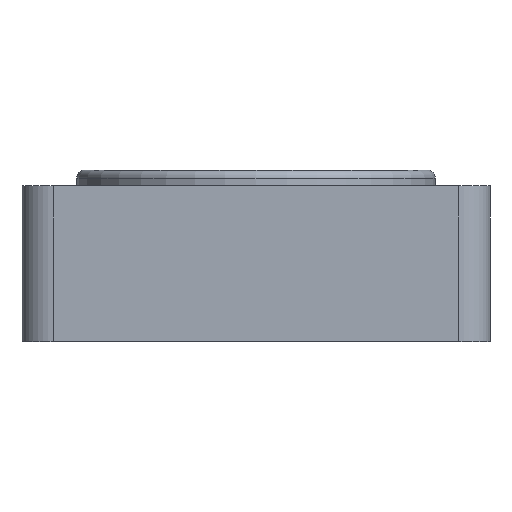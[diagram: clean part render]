
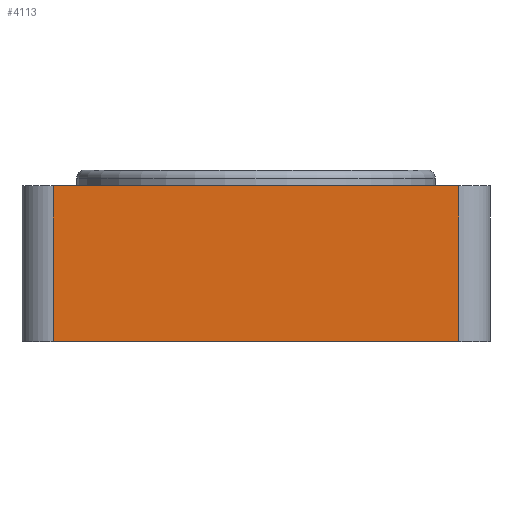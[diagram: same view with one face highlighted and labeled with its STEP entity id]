
A CAD part, front view. The second image highlights one B-rep face of the part: STEP entity #4113.
In plain terms, the highlighted planar face has unit normal (0, -1, 0).
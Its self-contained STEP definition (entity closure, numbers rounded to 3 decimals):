
#101 = DIRECTION ( 'NONE',  ( 1., 0., 0. ) ) ;
#179 = VECTOR ( 'NONE', #3836, 1000. ) ;
#689 = VERTEX_POINT ( 'NONE', #9988 ) ;
#740 = EDGE_LOOP ( 'NONE', ( #10749, #2822, #11737, #5215 ) ) ;
#775 = CARTESIAN_POINT ( 'NONE',  ( -15., -43.5, 0. ) ) ;
#1333 = EDGE_CURVE ( 'NONE', #8634, #1526, #1348, .T. ) ;
#1348 = LINE ( 'NONE', #1974, #179 ) ;
#1384 = VERTEX_POINT ( 'NONE', #4804 ) ;
#1526 = VERTEX_POINT ( 'NONE', #10638 ) ;
#1569 = EDGE_CURVE ( 'NONE', #1526, #1384, #10115, .T. ) ;
#1974 = CARTESIAN_POINT ( 'NONE',  ( -13., -43.5, 10. ) ) ;
#2732 = DIRECTION ( 'NONE',  ( 0., 0., 1. ) ) ;
#2822 = ORIENTED_EDGE ( 'NONE', *, *, #10373, .T. ) ;
#2841 = VECTOR ( 'NONE', #101, 1000. ) ;
#3836 = DIRECTION ( 'NONE',  ( 0., 0., -1. ) ) ;
#4032 = LINE ( 'NONE', #9986, #7452 ) ;
#4113 = ADVANCED_FACE ( 'NONE', ( #7268 ), #9783, .F. ) ;
#4214 = DIRECTION ( 'NONE',  ( 1., 0., 0. ) ) ;
#4804 = CARTESIAN_POINT ( 'NONE',  ( 13., -43.5, 0. ) ) ;
#5057 = EDGE_CURVE ( 'NONE', #8634, #689, #11511, .T. ) ;
#5215 = ORIENTED_EDGE ( 'NONE', *, *, #1333, .T. ) ;
#5343 = AXIS2_PLACEMENT_3D ( 'NONE', #10589, #9734, #10666 ) ;
#5566 = CARTESIAN_POINT ( 'NONE',  ( -15., -43.5, 10. ) ) ;
#5735 = CARTESIAN_POINT ( 'NONE',  ( -13., -43.5, 10. ) ) ;
#7268 = FACE_OUTER_BOUND ( 'NONE', #740, .T. ) ;
#7452 = VECTOR ( 'NONE', #2732, 1000. ) ;
#8130 = VECTOR ( 'NONE', #4214, 1000. ) ;
#8634 = VERTEX_POINT ( 'NONE', #5735 ) ;
#9734 = DIRECTION ( 'NONE',  ( 0., 1., 0. ) ) ;
#9783 = PLANE ( 'NONE',  #5343 ) ;
#9986 = CARTESIAN_POINT ( 'NONE',  ( 13., -43.5, 10. ) ) ;
#9988 = CARTESIAN_POINT ( 'NONE',  ( 13., -43.5, 10. ) ) ;
#10115 = LINE ( 'NONE', #775, #8130 ) ;
#10373 = EDGE_CURVE ( 'NONE', #1384, #689, #4032, .T. ) ;
#10589 = CARTESIAN_POINT ( 'NONE',  ( -15., -43.5, 10. ) ) ;
#10638 = CARTESIAN_POINT ( 'NONE',  ( -13., -43.5, 0. ) ) ;
#10666 = DIRECTION ( 'NONE',  ( 0., 0., 1. ) ) ;
#10749 = ORIENTED_EDGE ( 'NONE', *, *, #1569, .T. ) ;
#11511 = LINE ( 'NONE', #5566, #2841 ) ;
#11737 = ORIENTED_EDGE ( 'NONE', *, *, #5057, .F. ) ;
